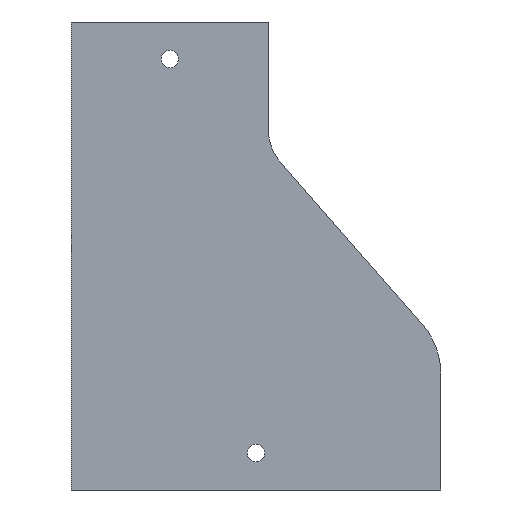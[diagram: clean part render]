
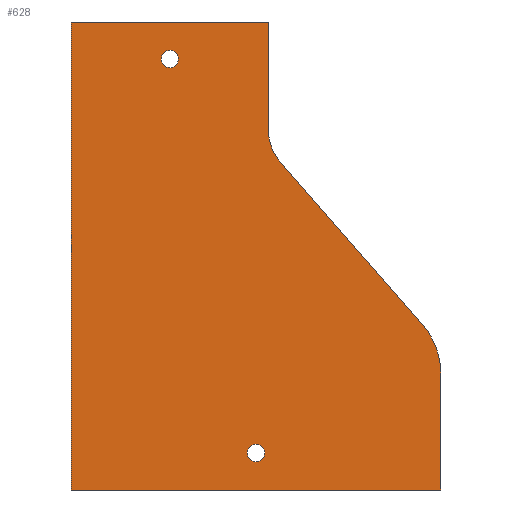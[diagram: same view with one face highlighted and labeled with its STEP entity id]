
A CAD part, front view. The second image highlights one B-rep face of the part: STEP entity #628.
In plain terms, the highlighted planar face has unit normal (0, -1, 0).
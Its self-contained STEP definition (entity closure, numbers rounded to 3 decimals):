
#67 = CARTESIAN_POINT ( 'NONE',  ( 150., 0., -142.515 ) ) ;
#128 = DIRECTION ( 'NONE',  ( 0., 1., 0. ) ) ;
#129 = DIRECTION ( 'NONE',  ( 0., 0., 1. ) ) ;
#130 = PLANE ( 'NONE',  #1660 ) ;
#138 = CARTESIAN_POINT ( 'NONE',  ( -100., 0., -43.728 ) ) ;
#204 = DIRECTION ( 'NONE',  ( 0., -1., 0. ) ) ;
#205 = DIRECTION ( 'NONE',  ( 0., 0., 1. ) ) ;
#207 = CARTESIAN_POINT ( 'NONE',  ( 0., 0., 0. ) ) ;
#253 = CARTESIAN_POINT ( 'NONE',  ( 84.948, 0., -56.898 ) ) ;
#254 = CARTESIAN_POINT ( 'NONE',  ( 120., 0., -142.515 ) ) ;
#255 = DIRECTION ( 'NONE',  ( 0., -1., 0. ) ) ;
#256 = DIRECTION ( 'NONE',  ( 0., 0., -1. ) ) ;
#257 = DIRECTION ( 'NONE',  ( 0., 0., 1. ) ) ;
#259 = CARTESIAN_POINT ( 'NONE',  ( 100., 0., -43.728 ) ) ;
#260 = DIRECTION ( 'NONE',  ( 0., 1., 0. ) ) ;
#261 = DIRECTION ( 'NONE',  ( 0., 0., 1. ) ) ;
#262 = DIRECTION ( 'NONE',  ( 0., 0., -1. ) ) ;
#263 = CARTESIAN_POINT ( 'NONE',  ( 40., 0., -15. ) ) ;
#264 = DIRECTION ( 'NONE',  ( -0.659, 0., 0.753 ) ) ;
#265 = CARTESIAN_POINT ( 'NONE',  ( 75., 0., -175. ) ) ;
#266 = DIRECTION ( 'NONE',  ( 0., -1., 0. ) ) ;
#270 = DIRECTION ( 'NONE',  ( -1., 0., 0. ) ) ;
#274 = CARTESIAN_POINT ( 'NONE',  ( -150., 0., -190. ) ) ;
#275 = DIRECTION ( 'NONE',  ( 1., 0., 0. ) ) ;
#281 = CARTESIAN_POINT ( 'NONE',  ( -80., 0., 0. ) ) ;
#338 = VERTEX_POINT ( 'NONE', #67 ) ;
#350 = FACE_BOUND ( 'NONE', #864, .T. ) ;
#352 = FACE_BOUND ( 'NONE', #899, .T. ) ;
#467 = LINE ( 'NONE', #281, #472 ) ;
#472 = VECTOR ( 'NONE', #275, 1000. ) ;
#475 = LINE ( 'NONE', #274, #478 ) ;
#478 = VECTOR ( 'NONE', #270, 1000. ) ;
#479 = LINE ( 'NONE', #253, #493 ) ;
#485 = CIRCLE ( 'NONE', #1827, 3.5 ) ;
#487 = LINE ( 'NONE', #207, #491 ) ;
#488 = CIRCLE ( 'NONE', #1824, 30. ) ;
#489 = CIRCLE ( 'NONE', #1808, 3.5 ) ;
#490 = CIRCLE ( 'NONE', #1733, 20. ) ;
#491 = VECTOR ( 'NONE', #257, 1000. ) ;
#493 = VECTOR ( 'NONE', #264, 1000. ) ;
#628 = ADVANCED_FACE ( 'NONE', ( #350, #352, #877 ), #130, .F. ) ;
#712 = CARTESIAN_POINT ( 'NONE',  ( 150., 0., -142.515 ) ) ;
#713 = DIRECTION ( 'NONE',  ( 0., 0., 1. ) ) ;
#722 = CARTESIAN_POINT ( 'NONE',  ( 40., 0., -18.5 ) ) ;
#727 = CARTESIAN_POINT ( 'NONE',  ( 75., 0., -178.5 ) ) ;
#774 = EDGE_CURVE ( 'NONE', #1273, #1344, #467, .T. ) ;
#777 = EDGE_CURVE ( 'NONE', #1319, #1292, #475, .T. ) ;
#782 = EDGE_CURVE ( 'NONE', #1613, #1613, #485, .T. ) ;
#783 = EDGE_CURVE ( 'NONE', #1614, #1614, #489, .T. ) ;
#784 = EDGE_CURVE ( 'NONE', #1292, #1273, #487, .T. ) ;
#785 = EDGE_CURVE ( 'NONE', #338, #1287, #488, .T. ) ;
#786 = EDGE_CURVE ( 'NONE', #1287, #1274, #479, .T. ) ;
#787 = EDGE_CURVE ( 'NONE', #1274, #1358, #490, .T. ) ;
#855 = EDGE_LOOP ( 'NONE', ( #1149, #1150, #1151, #1152, #1153, #1154, #1155, #1156 ) ) ;
#864 = EDGE_LOOP ( 'NONE', ( #1147 ) ) ;
#877 = FACE_OUTER_BOUND ( 'NONE', #855, .T. ) ;
#899 = EDGE_LOOP ( 'NONE', ( #1148 ) ) ;
#1147 = ORIENTED_EDGE ( 'NONE', *, *, #782, .F. ) ;
#1148 = ORIENTED_EDGE ( 'NONE', *, *, #783, .F. ) ;
#1149 = ORIENTED_EDGE ( 'NONE', *, *, #774, .F. ) ;
#1150 = ORIENTED_EDGE ( 'NONE', *, *, #784, .F. ) ;
#1151 = ORIENTED_EDGE ( 'NONE', *, *, #777, .F. ) ;
#1152 = ORIENTED_EDGE ( 'NONE', *, *, #1719, .T. ) ;
#1153 = ORIENTED_EDGE ( 'NONE', *, *, #785, .T. ) ;
#1154 = ORIENTED_EDGE ( 'NONE', *, *, #786, .T. ) ;
#1155 = ORIENTED_EDGE ( 'NONE', *, *, #787, .T. ) ;
#1156 = ORIENTED_EDGE ( 'NONE', *, *, #1687, .T. ) ;
#1273 = VERTEX_POINT ( 'NONE', #1390 ) ;
#1274 = VERTEX_POINT ( 'NONE', #1391 ) ;
#1287 = VERTEX_POINT ( 'NONE', #1398 ) ;
#1292 = VERTEX_POINT ( 'NONE', #1402 ) ;
#1319 = VERTEX_POINT ( 'NONE', #1416 ) ;
#1344 = VERTEX_POINT ( 'NONE', #1430 ) ;
#1358 = VERTEX_POINT ( 'NONE', #1438 ) ;
#1390 = CARTESIAN_POINT ( 'NONE',  ( 0., 0., 0. ) ) ;
#1391 = CARTESIAN_POINT ( 'NONE',  ( 84.948, 0., -56.898 ) ) ;
#1398 = CARTESIAN_POINT ( 'NONE',  ( 142.577, 0., -122.76 ) ) ;
#1402 = CARTESIAN_POINT ( 'NONE',  ( 0., 0., -190. ) ) ;
#1416 = CARTESIAN_POINT ( 'NONE',  ( 150., 0., -190. ) ) ;
#1430 = CARTESIAN_POINT ( 'NONE',  ( 80., 0., 0. ) ) ;
#1438 = CARTESIAN_POINT ( 'NONE',  ( 80., 0., -43.728 ) ) ;
#1513 = CARTESIAN_POINT ( 'NONE',  ( 80., 0., 0. ) ) ;
#1514 = DIRECTION ( 'NONE',  ( 0., 0., 1. ) ) ;
#1561 = LINE ( 'NONE', #1513, #1564 ) ;
#1564 = VECTOR ( 'NONE', #1514, 1000. ) ;
#1601 = LINE ( 'NONE', #712, #1604 ) ;
#1604 = VECTOR ( 'NONE', #713, 1000. ) ;
#1613 = VERTEX_POINT ( 'NONE', #727 ) ;
#1614 = VERTEX_POINT ( 'NONE', #722 ) ;
#1660 = AXIS2_PLACEMENT_3D ( 'NONE', #138, #128, #129 ) ;
#1687 = EDGE_CURVE ( 'NONE', #1358, #1344, #1561, .T. ) ;
#1719 = EDGE_CURVE ( 'NONE', #1319, #338, #1601, .T. ) ;
#1733 = AXIS2_PLACEMENT_3D ( 'NONE', #259, #260, #261 ) ;
#1808 = AXIS2_PLACEMENT_3D ( 'NONE', #263, #204, #256 ) ;
#1824 = AXIS2_PLACEMENT_3D ( 'NONE', #254, #255, #205 ) ;
#1827 = AXIS2_PLACEMENT_3D ( 'NONE', #265, #266, #262 ) ;
